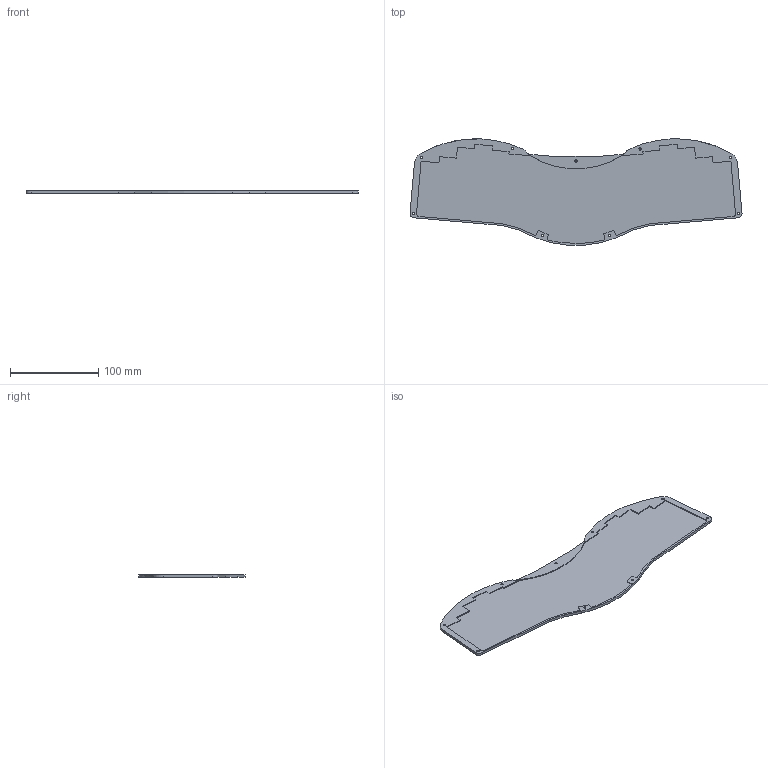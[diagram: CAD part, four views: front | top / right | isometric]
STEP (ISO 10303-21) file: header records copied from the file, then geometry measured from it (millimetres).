
FILE_DESCRIPTION(/* description */ (''),/* implementation_level */ '2;1');
FILE_NAME(/* name */ 'Component2.step',/* time_stamp */ '2024-10-19T09:34:00-07:00',/* author */ (''),/* organization */ (''),/* preprocessor_version */ 'ST-DEVELOPER v20',/* originating_system */ 'Autodesk Translation Framework v13.20.0.188',/* authorisation */ '');
FILE_SCHEMA (('AUTOMOTIVE_DESIGN { 1 0 10303 214 3 1 1 }'));
Length unit declared in the file: millimetre
Products named in the file (1): FusionComponent
Bounding box: 376.51 x 120.63 x 3 mm (x, y, z)
Volume: 73860.2 mm3; surface area: 72037.8 mm2
Topology: 1 solids, 1 shells, 81 faces, 234 edges, 156 vertices
Faces by surface type: plane 54, bspline 16, cylinder 11
Full cylindrical faces by diameter (mm): 2.5 x9
Entity records: 2827 total; most frequent: CARTESIAN_POINT 652, ORIENTED_EDGE 468, DIRECTION 404, EDGE_CURVE 234, LINE 180, VECTOR 180, VERTEX_POINT 156, AXIS2_PLACEMENT_3D 112
